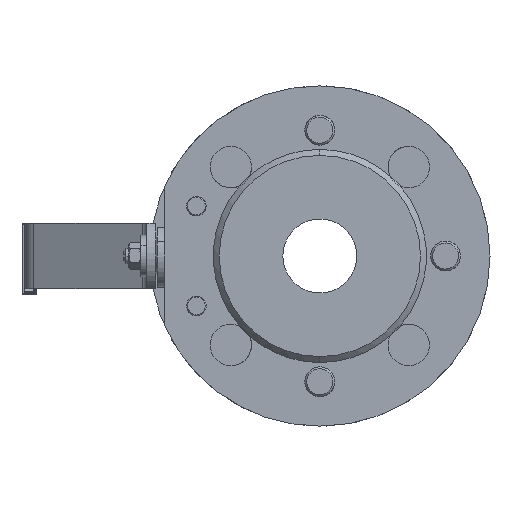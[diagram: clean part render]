
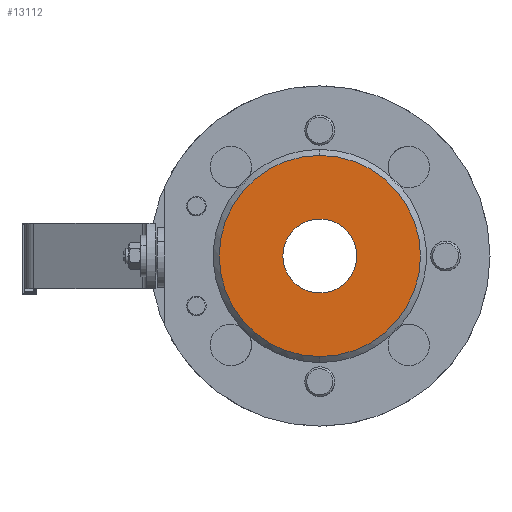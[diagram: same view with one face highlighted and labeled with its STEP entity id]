
A CAD part, left-side view. The second image highlights one B-rep face of the part: STEP entity #13112.
In plain terms, the highlighted planar face has unit normal (-1, 0, 0).
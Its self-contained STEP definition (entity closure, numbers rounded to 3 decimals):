
#2550=CARTESIAN_POINT('',(-31.25,-21.,12.5));
#2551=VERTEX_POINT('',#2550);
#2560=CARTESIAN_POINT('',(-31.25,-21.,-12.5));
#2561=VERTEX_POINT('',#2560);
#2562=CARTESIAN_POINT('',(-31.25,-21.,0.));
#2563=DIRECTION('',(1.0,0.0,0.0));
#2564=DIRECTION('',(0.0,0.0,1.0));
#2565=AXIS2_PLACEMENT_3D('',#2562,#2563,#2564);
#2566=CIRCLE('',#2565,12.5);
#2567=EDGE_CURVE('',#2561,#2551,#2566,.T.);
#2754=CARTESIAN_POINT('',(-31.25,-21.,34.0));
#2755=VERTEX_POINT('',#2754);
#2764=CARTESIAN_POINT('',(-31.25,-21.,-34.0));
#2765=VERTEX_POINT('',#2764);
#2766=CARTESIAN_POINT('',(-31.25,-21.,0.));
#2767=DIRECTION('',(1.0,0.0,0.0));
#2768=DIRECTION('',(0.0,0.0,1.0));
#2769=AXIS2_PLACEMENT_3D('',#2766,#2767,#2768);
#2770=CIRCLE('',#2769,34.0);
#2771=EDGE_CURVE('',#2755,#2765,#2770,.T.);
#12904=CARTESIAN_POINT('',(-31.25,-21.,0.));
#12905=DIRECTION('',(1.0,0.0,0.0));
#12906=DIRECTION('',(0.0,0.0,1.0));
#12907=AXIS2_PLACEMENT_3D('',#12904,#12905,#12906);
#12908=CIRCLE('',#12907,34.0);
#12909=EDGE_CURVE('',#2765,#2755,#12908,.T.);
#13089=CARTESIAN_POINT('',(-31.25,-21.,0.));
#13090=DIRECTION('',(1.0,0.0,0.0));
#13091=DIRECTION('',(0.0,0.0,1.0));
#13092=AXIS2_PLACEMENT_3D('',#13089,#13090,#13091);
#13093=CIRCLE('',#13092,12.5);
#13094=EDGE_CURVE('',#2551,#2561,#13093,.T.);
#13099=CARTESIAN_POINT('',(-31.25,-21.,23.25));
#13100=DIRECTION('',(-1.0,0.0,0.0));
#13101=DIRECTION('',(0.0,-1.0,0.0));
#13102=AXIS2_PLACEMENT_3D('',#13099,#13100,#13101);
#13103=PLANE('',#13102);
#13104=ORIENTED_EDGE('',*,*,#2771,.F.);
#13105=ORIENTED_EDGE('',*,*,#12909,.F.);
#13106=EDGE_LOOP('',(#13104,#13105));
#13107=FACE_OUTER_BOUND('',#13106,.T.);
#13108=ORIENTED_EDGE('',*,*,#13094,.T.);
#13109=ORIENTED_EDGE('',*,*,#2567,.T.);
#13110=EDGE_LOOP('',(#13108,#13109));
#13111=FACE_BOUND('',#13110,.T.);
#13112=ADVANCED_FACE('',(#13107,#13111),#13103,.T.);
